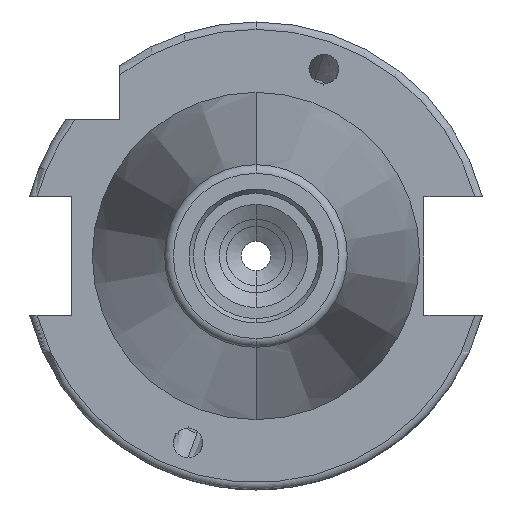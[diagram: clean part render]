
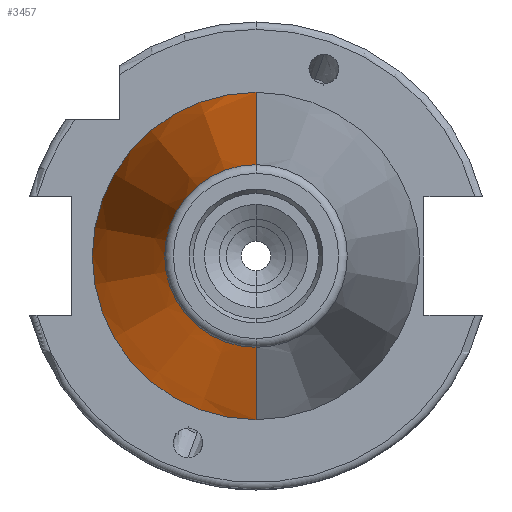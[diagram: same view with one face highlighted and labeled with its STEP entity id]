
A CAD part, left-side view. The second image highlights one B-rep face of the part: STEP entity #3457.
In plain terms, the highlighted conical face has half-angle 8.297 degrees and reference radius 22.225 mm.
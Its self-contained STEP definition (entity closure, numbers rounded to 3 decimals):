
#51 = CARTESIAN_POINT ( 'NONE',  ( 0., 0., 22.225 ) ) ;
#75 = EDGE_LOOP ( 'NONE', ( #661, #3958, #292, #957 ) ) ;
#292 = ORIENTED_EDGE ( 'NONE', *, *, #4594, .T. ) ;
#351 = DIRECTION ( 'NONE',  ( 0.99, 0., 0.144 ) ) ;
#539 = EDGE_CURVE ( 'NONE', #3899, #1576, #4128, .T. ) ;
#661 = ORIENTED_EDGE ( 'NONE', *, *, #539, .F. ) ;
#750 = DIRECTION ( 'NONE',  ( 1., 0., 0. ) ) ;
#757 = DIRECTION ( 'NONE',  ( -1., 0., 0. ) ) ;
#930 = LINE ( 'NONE', #2110, #2127 ) ;
#957 = ORIENTED_EDGE ( 'NONE', *, *, #1688, .F. ) ;
#1238 = CARTESIAN_POINT ( 'NONE',  ( 0., 0., 0. ) ) ;
#1420 = CIRCLE ( 'NONE', #1890, 22.225 ) ;
#1522 = VERTEX_POINT ( 'NONE', #51 ) ;
#1576 = VERTEX_POINT ( 'NONE', #4153 ) ;
#1642 = DIRECTION ( 'NONE',  ( 0., 0., 1. ) ) ;
#1688 = EDGE_CURVE ( 'NONE', #1576, #2469, #930, .T. ) ;
#1857 = LINE ( 'NONE', #4448, #4062 ) ;
#1890 = AXIS2_PLACEMENT_3D ( 'NONE', #1238, #4091, #1642 ) ;
#2110 = CARTESIAN_POINT ( 'NONE',  ( 0., 0., -22.225 ) ) ;
#2111 = AXIS2_PLACEMENT_3D ( 'NONE', #5227, #750, #4394 ) ;
#2127 = VECTOR ( 'NONE', #4571, 1000. ) ;
#2469 = VERTEX_POINT ( 'NONE', #5271 ) ;
#2494 = CONICAL_SURFACE ( 'NONE', #2111, 22.225, 0.145 ) ;
#3190 = CARTESIAN_POINT ( 'NONE',  ( -67.373, 0., 0. ) ) ;
#3457 = ADVANCED_FACE ( 'NONE', ( #4818 ), #2494, .T. ) ;
#3593 = DIRECTION ( 'NONE',  ( 0., 0., 1. ) ) ;
#3899 = VERTEX_POINT ( 'NONE', #4919 ) ;
#3958 = ORIENTED_EDGE ( 'NONE', *, *, #4686, .T. ) ;
#4062 = VECTOR ( 'NONE', #351, 1000. ) ;
#4091 = DIRECTION ( 'NONE',  ( -1., 0., 0. ) ) ;
#4128 = CIRCLE ( 'NONE', #4697, 12.4 ) ;
#4153 = CARTESIAN_POINT ( 'NONE',  ( -67.373, 0., -12.4 ) ) ;
#4394 = DIRECTION ( 'NONE',  ( 0., 0., -1. ) ) ;
#4448 = CARTESIAN_POINT ( 'NONE',  ( 0., 0., 22.225 ) ) ;
#4571 = DIRECTION ( 'NONE',  ( 0.99, 0., -0.144 ) ) ;
#4594 = EDGE_CURVE ( 'NONE', #1522, #2469, #1420, .T. ) ;
#4686 = EDGE_CURVE ( 'NONE', #3899, #1522, #1857, .T. ) ;
#4697 = AXIS2_PLACEMENT_3D ( 'NONE', #3190, #757, #3593 ) ;
#4818 = FACE_OUTER_BOUND ( 'NONE', #75, .T. ) ;
#4919 = CARTESIAN_POINT ( 'NONE',  ( -67.373, 0., 12.4 ) ) ;
#5227 = CARTESIAN_POINT ( 'NONE',  ( 0., 0., 0. ) ) ;
#5271 = CARTESIAN_POINT ( 'NONE',  ( 0., 0., -22.225 ) ) ;
